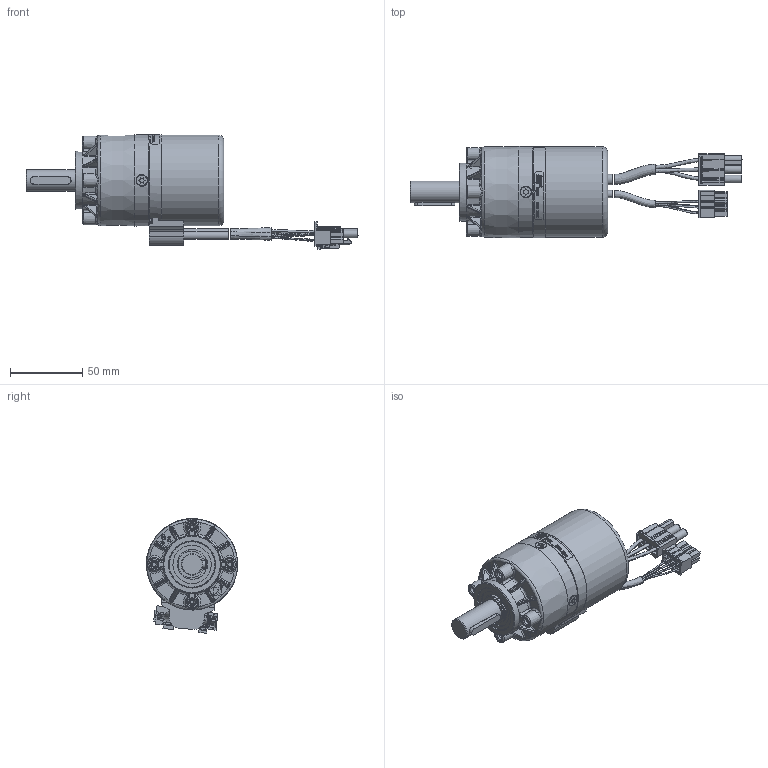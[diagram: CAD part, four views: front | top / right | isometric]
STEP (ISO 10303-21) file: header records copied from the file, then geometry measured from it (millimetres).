
FILE_DESCRIPTION(/* description */ ('Ritzel'),/* implementation_level */ '2;1');
FILE_NAME(/* name */ '49292407.stp',/* time_stamp */ '2017-11-09T14:17:11+01:00',/* author */ ('engelhardtv'),/* organization */ (''),/* preprocessor_version */ 'ST-DEVELOPER v16.1',/* originating_system */ 'Autodesk Inventor 2016',/* authorisation */ 'ob');
FILE_SCHEMA (('AUTOMOTIVE_DESIGN { 1 0 10303 214 3 1 1 }'));
Length unit declared in the file: millimetre
Products named in the file (1): 49292407_Shrinkwrap_1
Bounding box: 229.4 x 63.11 x 79.19 mm (x, y, z)
Volume: 172088.1 mm3; surface area: 89764.1 mm2
Topology: 13 solids, 49 shells, 4442 faces, 11579 edges, 7413 vertices
Faces by surface type: plane 2682, bspline 617, cylinder 565, torus 283, cone 246, sphere 49
Full cylindrical faces by diameter (mm): 0.45 x11, 0.6 x16, 0.8 x3, 1 x16, 1.1 x5, 1.3 x4, 1.4 x3, 1.7 x3, 1.9 x3, 1.981 x1, 2 x5, 2.1 x2, 2.25 x4, 2.4 x3, 2.921 x3, 3.5 x1, 3.7 x4, 3.81 x6, 4 x4, 4.3 x13, 4.4 x4, 4.459 x4, 5 x5, 5.41 x2, 5.7 x1, 6 x2, 7.2 x1, 8 x4, 14.3 x1, 15 x3
Entity records: 155037 total; most frequent: CARTESIAN_POINT 45829, ORIENTED_EDGE 22170, DIRECTION 20426, EDGE_CURVE 11071, VERTEX_POINT 7310, AXIS2_PLACEMENT_3D 7044, LINE 6338, VECTOR 6338
